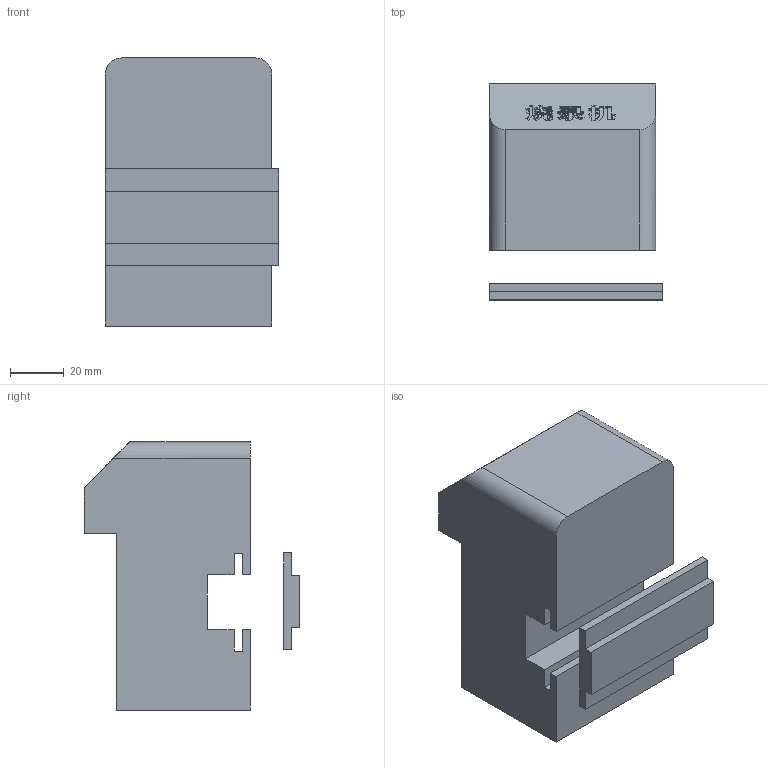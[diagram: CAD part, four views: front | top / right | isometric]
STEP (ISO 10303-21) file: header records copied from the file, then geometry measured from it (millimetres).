
FILE_DESCRIPTION (( 'STEP AP214' ), '1' );
FILE_NAME ('尥翹儂菁釱.STEP', '2024-08-23T01:44:17', ( '' ), ( '' ), 'SwSTEP 2.0', 'SolidWorks 2022', '' );
FILE_SCHEMA (( 'AUTOMOTIVE_DESIGN' ));
Length unit declared in the file: millimetre
Products named in the file (3): 烧录机底座; 零件2^装配体1
Assembly tree (2 placements, depth 2):
  烧录机底座
    烧录机底座
    零件2^装配体1
Bounding box: 64.6 x 80.5 x 100 mm (x, y, z)
Volume: 312654.2 mm3; surface area: 39456.4 mm2
Topology: 2 solids, 2 shells, 190 faces, 519 edges, 346 vertices
Faces by surface type: plane 119, bspline 61, cylinder 10
Entity records: 7545 total; most frequent: CARTESIAN_POINT 3031, ORIENTED_EDGE 1038, DIRECTION 679, EDGE_CURVE 519, VECTOR 375, LINE 375, VERTEX_POINT 346, EDGE_LOOP 203
